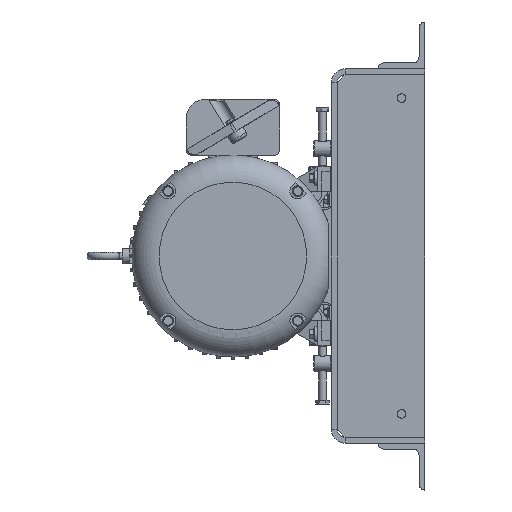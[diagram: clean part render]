
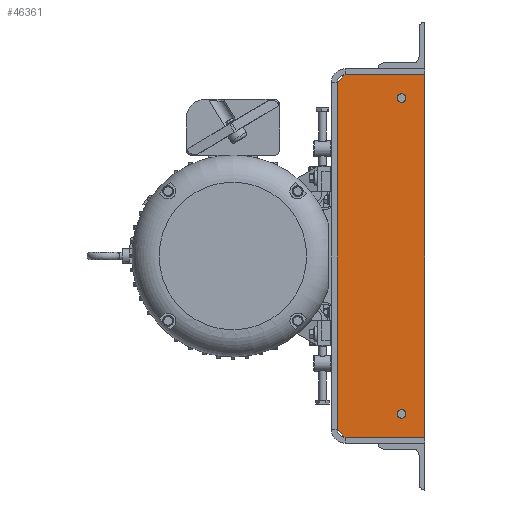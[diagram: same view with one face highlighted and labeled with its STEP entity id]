
A CAD part, left-side view. The second image highlights one B-rep face of the part: STEP entity #46361.
In plain terms, the highlighted planar face has unit normal (-1, 0, 0).
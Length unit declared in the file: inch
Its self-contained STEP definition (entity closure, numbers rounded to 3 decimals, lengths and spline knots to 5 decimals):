
#2987 = PLANE ( 'NONE',  #228430 ) ;
#3557 = EDGE_CURVE ( 'NONE', #241563, #241563, #275697, .T. ) ;
#4907 = DIRECTION ( 'NONE',  ( 1., 0., 0. ) ) ;
#6555 = DIRECTION ( 'NONE',  ( 0., -0.707, -0.707 ) ) ;
#13671 = DIRECTION ( 'NONE',  ( 0., 0.707, -0.707 ) ) ;
#14961 = CARTESIAN_POINT ( 'NONE',  ( 0., 5.62, -23.12 ) ) ;
#16566 = VECTOR ( 'NONE', #13671, 39.37008 ) ;
#24794 = EDGE_LOOP ( 'NONE', ( #69648 ) ) ;
#28144 = VERTEX_POINT ( 'NONE', #64064 ) ;
#30533 = LINE ( 'NONE', #198642, #256105 ) ;
#35534 = EDGE_CURVE ( 'NONE', #177984, #179215, #252734, .T. ) ;
#38909 = ORIENTED_EDGE ( 'NONE', *, *, #77820, .T. ) ;
#39862 = EDGE_CURVE ( 'NONE', #116570, #28144, #242321, .T. ) ;
#45971 = ORIENTED_EDGE ( 'NONE', *, *, #231412, .T. ) ;
#46361 = ADVANCED_FACE ( 'NONE', ( #277674, #161552, #219737 ), #2987, .F. ) ;
#54587 = VERTEX_POINT ( 'NONE', #14961 ) ;
#63183 = ORIENTED_EDGE ( 'NONE', *, *, #39862, .T. ) ;
#64064 = CARTESIAN_POINT ( 'NONE',  ( 0., 5.62, -0.88 ) ) ;
#69648 = ORIENTED_EDGE ( 'NONE', *, *, #3557, .F. ) ;
#73491 = VERTEX_POINT ( 'NONE', #247865 ) ;
#74276 = CARTESIAN_POINT ( 'NONE',  ( 0., 0., -0.38 ) ) ;
#77820 = EDGE_CURVE ( 'NONE', #179215, #116570, #216002, .T. ) ;
#84520 = DIRECTION ( 'NONE',  ( -1., 0., 0. ) ) ;
#95980 = EDGE_CURVE ( 'NONE', #180017, #180017, #262284, .T. ) ;
#107347 = LINE ( 'NONE', #159485, #165435 ) ;
#107463 = CARTESIAN_POINT ( 'NONE',  ( 0., 0., -0.38 ) ) ;
#116570 = VERTEX_POINT ( 'NONE', #131828 ) ;
#121796 = CARTESIAN_POINT ( 'NONE',  ( 0., 1.5, -1.59875 ) ) ;
#122597 = CARTESIAN_POINT ( 'NONE',  ( 0., 5.62, -0.88 ) ) ;
#129055 = EDGE_CURVE ( 'NONE', #54587, #73491, #107347, .T. ) ;
#131828 = CARTESIAN_POINT ( 'NONE',  ( 0., 5.12, -0.38 ) ) ;
#133640 = DIRECTION ( 'NONE',  ( 0., -1., 0. ) ) ;
#135872 = CARTESIAN_POINT ( 'NONE',  ( 0., 0., -23.62 ) ) ;
#138075 = AXIS2_PLACEMENT_3D ( 'NONE', #215414, #84520, #237331 ) ;
#139845 = AXIS2_PLACEMENT_3D ( 'NONE', #254071, #269425, #270380 ) ;
#144390 = VECTOR ( 'NONE', #174764, 39.37008 ) ;
#152772 = CARTESIAN_POINT ( 'NONE',  ( 0., 5.62, -23.12 ) ) ;
#157845 = VECTOR ( 'NONE', #188626, 39.37008 ) ;
#157853 = DIRECTION ( 'NONE',  ( 0., 0., -1. ) ) ;
#159485 = CARTESIAN_POINT ( 'NONE',  ( 0., 5.12, -23.62 ) ) ;
#161552 = FACE_BOUND ( 'NONE', #252394, .T. ) ;
#161689 = ORIENTED_EDGE ( 'NONE', *, *, #211110, .T. ) ;
#165435 = VECTOR ( 'NONE', #6555, 39.37008 ) ;
#166529 = CARTESIAN_POINT ( 'NONE',  ( 0., 5.12, -0.38 ) ) ;
#169491 = ORIENTED_EDGE ( 'NONE', *, *, #129055, .T. ) ;
#174764 = DIRECTION ( 'NONE',  ( 0., 0., -1. ) ) ;
#177984 = VERTEX_POINT ( 'NONE', #207672 ) ;
#179215 = VERTEX_POINT ( 'NONE', #74276 ) ;
#180017 = VERTEX_POINT ( 'NONE', #121796 ) ;
#188626 = DIRECTION ( 'NONE',  ( 0., 1., 0. ) ) ;
#194708 = VECTOR ( 'NONE', #240227, 39.37008 ) ;
#198642 = CARTESIAN_POINT ( 'NONE',  ( 0., 0., -23.62 ) ) ;
#207672 = CARTESIAN_POINT ( 'NONE',  ( 0., 0., -23.62 ) ) ;
#209446 = LINE ( 'NONE', #152772, #144390 ) ;
#211110 = EDGE_CURVE ( 'NONE', #28144, #54587, #209446, .T. ) ;
#215414 = CARTESIAN_POINT ( 'NONE',  ( 0., 1.5, -1.88 ) ) ;
#216002 = LINE ( 'NONE', #166529, #157845 ) ;
#219737 = FACE_OUTER_BOUND ( 'NONE', #239709, .T. ) ;
#228430 = AXIS2_PLACEMENT_3D ( 'NONE', #135872, #4907, #157853 ) ;
#231412 = EDGE_CURVE ( 'NONE', #73491, #177984, #30533, .T. ) ;
#237331 = DIRECTION ( 'NONE',  ( 0., 0., 1. ) ) ;
#239709 = EDGE_LOOP ( 'NONE', ( #271864, #38909, #63183, #161689, #169491, #45971 ) ) ;
#240227 = DIRECTION ( 'NONE',  ( 0., 0., 1. ) ) ;
#241563 = VERTEX_POINT ( 'NONE', #275857 ) ;
#242321 = LINE ( 'NONE', #122597, #16566 ) ;
#247865 = CARTESIAN_POINT ( 'NONE',  ( 0., 5.12, -23.62 ) ) ;
#252394 = EDGE_LOOP ( 'NONE', ( #258267 ) ) ;
#252734 = LINE ( 'NONE', #107463, #194708 ) ;
#254071 = CARTESIAN_POINT ( 'NONE',  ( 0., 1.5, -22.12 ) ) ;
#256105 = VECTOR ( 'NONE', #133640, 39.37008 ) ;
#258267 = ORIENTED_EDGE ( 'NONE', *, *, #95980, .F. ) ;
#262284 = CIRCLE ( 'NONE', #138075, 0.28125 ) ;
#269425 = DIRECTION ( 'NONE',  ( -1., 0., 0. ) ) ;
#270380 = DIRECTION ( 'NONE',  ( 0., 0., 1. ) ) ;
#271864 = ORIENTED_EDGE ( 'NONE', *, *, #35534, .T. ) ;
#275697 = CIRCLE ( 'NONE', #139845, 0.28125 ) ;
#275857 = CARTESIAN_POINT ( 'NONE',  ( 0., 1.5, -21.83875 ) ) ;
#277674 = FACE_BOUND ( 'NONE', #24794, .T. ) ;
